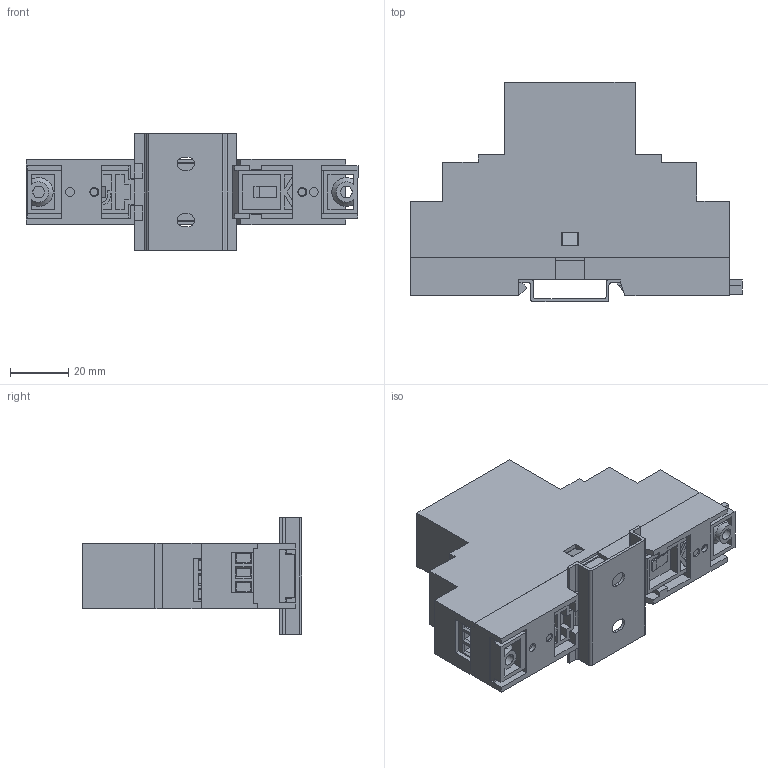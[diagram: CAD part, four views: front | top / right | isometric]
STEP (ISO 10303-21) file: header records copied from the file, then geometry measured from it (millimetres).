
FILE_DESCRIPTION (( 'STEP AP214' ), '1' );
FILE_NAME ('MD12T-22.5-02.STEP', '2022-01-24T12:33:53', ( '' ), ( '' ), 'SwSTEP 2.0', 'SolidWorks 2017', '' );
FILE_SCHEMA (( 'AUTOMOTIVE_DESIGN' ));
Length unit declared in the file: millimetre
Products named in the file (25): Euro fixed Terminal-Doubledecker-3way; Vertical PCB-MD12T-22.5; Clip-Big; Base plate - MDB-MD12T-22.5; MD12T-22.5-02; Terminal5.0-5.08-3Way-Double-High; Screw-small; Base PCB-MDP-MD12T-22.5-01; Terminal5.0-5.08-3Way-Double; Rail-35; Clip-Small; TopCover - MDC-MD12T-22.5
Assembly tree (13 placements, depth 3):
  Vertical PCB-MD12T-22.5
  Clip-Big
  MD12T-22.5-02
    Base plate - MDB-MD12T-22.5
    TopCover - MDC-MD12T-22.5
    Base PCB-MDP-MD12T-22.5-01
    Euro fixed Terminal-Doubledecker-3way  x2
      Terminal5.0-5.08-3Way-Double
      Terminal5.0-5.08-3Way-Double-High
    Clip-Big
    Clip-Small
    Screw-small  x2
    Vertical PCB-MD12T-22.5
    Rail-35
  Terminal5.0-5.08-3Way-Double-High
  Base plate - MDB-MD12T-22.5
Bounding box: 114.3 x 75.55 x 40 mm (x, y, z)
Volume: 53479.5 mm3; surface area: 67091.4 mm2
Topology: 13 solids, 13 shells, 799 faces, 2186 edges, 1442 vertices
Faces by surface type: plane 588, cylinder 185, cone 20, torus 6
Entity records: 21844 total; most frequent: CARTESIAN_POINT 3836, ORIENTED_EDGE 3682, DIRECTION 3491, EDGE_CURVE 1841, VECTOR 1487, LINE 1487, VERTEX_POINT 1215, AXIS2_PLACEMENT_3D 1002
